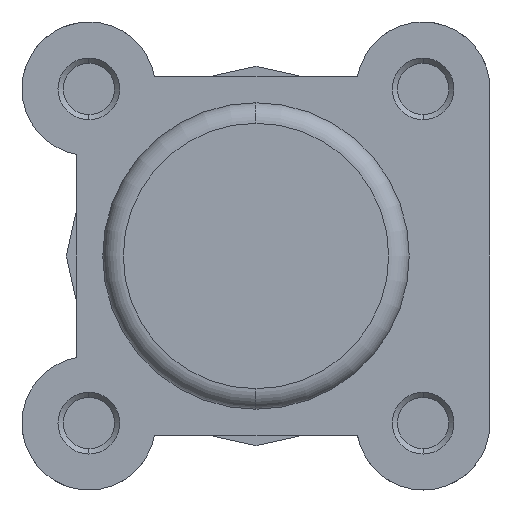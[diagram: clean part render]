
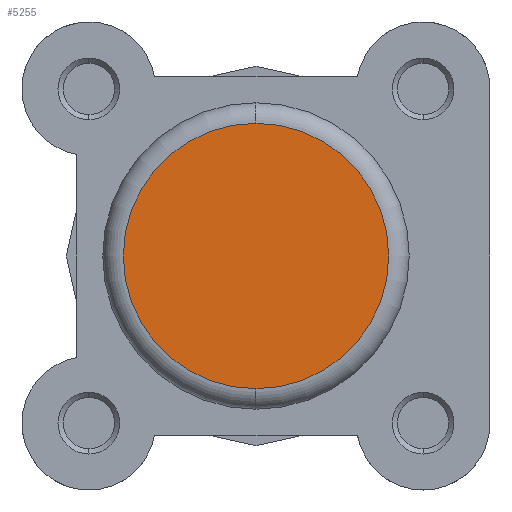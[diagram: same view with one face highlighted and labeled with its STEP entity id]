
A CAD part, left-side view. The second image highlights one B-rep face of the part: STEP entity #5255.
In plain terms, the highlighted planar face has unit normal (-1, 0, 0).
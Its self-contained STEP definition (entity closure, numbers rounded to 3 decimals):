
#108 = CARTESIAN_POINT ( 'NONE',  ( 0., 0., 0. ) ) ;
#109 = DIRECTION ( 'NONE',  ( -1., 0., 0. ) ) ;
#110 = DIRECTION ( 'NONE',  ( 0., 0., -1. ) ) ;
#780 = EDGE_CURVE ( 'NONE', #5751, #5674, #4483, .T. ) ;
#1383 = ORIENTED_EDGE ( 'NONE', *, *, #5567, .T. ) ;
#1650 = AXIS2_PLACEMENT_3D ( 'NONE', #108, #109, #110 ) ;
#1921 = AXIS2_PLACEMENT_3D ( 'NONE', #2636, #2639, #2640 ) ;
#2097 = AXIS2_PLACEMENT_3D ( 'NONE', #3349, #3352, #3353 ) ;
#2636 = CARTESIAN_POINT ( 'NONE',  ( 0., 0., 0. ) ) ;
#2637 = PLANE ( 'NONE',  #1921 ) ;
#2639 = DIRECTION ( 'NONE',  ( 1., 0., 0. ) ) ;
#2640 = DIRECTION ( 'NONE',  ( 0., 0., -1. ) ) ;
#3349 = CARTESIAN_POINT ( 'NONE',  ( 0., 0., 0. ) ) ;
#3352 = DIRECTION ( 'NONE',  ( -1., 0., 0. ) ) ;
#3353 = DIRECTION ( 'NONE',  ( 0., 0., -1. ) ) ;
#3473 = CARTESIAN_POINT ( 'NONE',  ( 0., 0., -12.9 ) ) ;
#3813 = CIRCLE ( 'NONE', #2097, 12.9 ) ;
#3935 = CARTESIAN_POINT ( 'NONE',  ( 0., 0., 12.9 ) ) ;
#4271 = EDGE_LOOP ( 'NONE', ( #1383, #5427 ) ) ;
#4483 = CIRCLE ( 'NONE', #1650, 12.9 ) ;
#5094 = FACE_OUTER_BOUND ( 'NONE', #4271, .T. ) ;
#5255 = ADVANCED_FACE ( 'NONE', ( #5094 ), #2637, .F. ) ;
#5427 = ORIENTED_EDGE ( 'NONE', *, *, #780, .T. ) ;
#5567 = EDGE_CURVE ( 'NONE', #5674, #5751, #3813, .T. ) ;
#5674 = VERTEX_POINT ( 'NONE', #3473 ) ;
#5751 = VERTEX_POINT ( 'NONE', #3935 ) ;
